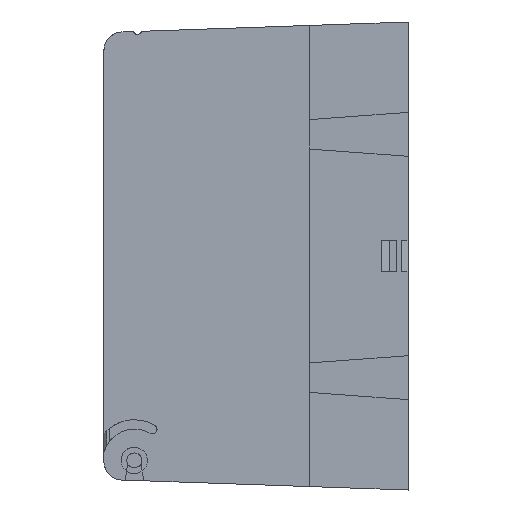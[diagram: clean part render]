
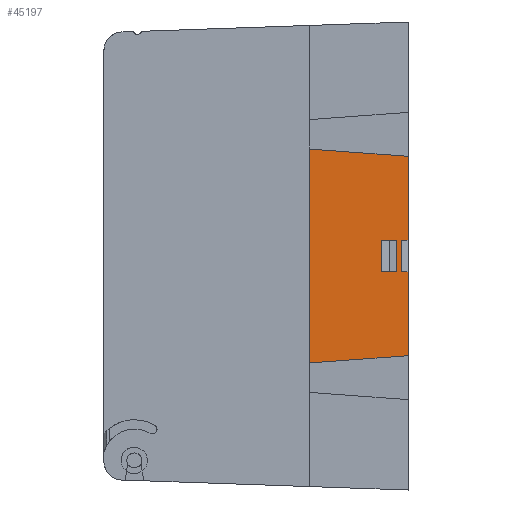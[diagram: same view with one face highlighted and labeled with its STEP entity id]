
A CAD part, left-side view. The second image highlights one B-rep face of the part: STEP entity #45197.
In plain terms, the highlighted planar face has unit normal (1, 0, 0).
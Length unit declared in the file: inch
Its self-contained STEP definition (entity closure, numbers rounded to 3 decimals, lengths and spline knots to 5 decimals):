
#69 = EDGE_LOOP ( 'NONE', ( #30319, #13932, #565, #15267, #23596, #21416, #1330, #17003 ) ) ;
#243 = VECTOR ( 'NONE', #47966, 39.37008 ) ;
#463 = CARTESIAN_POINT ( 'NONE',  ( -4.2875, 0.12, -0.17 ) ) ;
#565 = ORIENTED_EDGE ( 'NONE', *, *, #16905, .F. ) ;
#1330 = ORIENTED_EDGE ( 'NONE', *, *, #22057, .F. ) ;
#1337 = VERTEX_POINT ( 'NONE', #9906 ) ;
#1420 = DIRECTION ( 'NONE',  ( 0., -1., 0. ) ) ;
#1971 = VECTOR ( 'NONE', #45221, 39.37008 ) ;
#1993 = ORIENTED_EDGE ( 'NONE', *, *, #11559, .F. ) ;
#3032 = DIRECTION ( 'NONE',  ( 0., 0., 1. ) ) ;
#3110 = LINE ( 'NONE', #45288, #1971 ) ;
#3197 = LINE ( 'NONE', #35816, #243 ) ;
#3289 = CARTESIAN_POINT ( 'NONE',  ( -4.2875, 0., -0.17 ) ) ;
#5461 = VERTEX_POINT ( 'NONE', #3289 ) ;
#5922 = DIRECTION ( 'NONE',  ( -1., 0., 0. ) ) ;
#6598 = VERTEX_POINT ( 'NONE', #24978 ) ;
#7673 = VERTEX_POINT ( 'NONE', #463 ) ;
#7910 = CARTESIAN_POINT ( 'NONE',  ( -4.2875, 0., -2.25 ) ) ;
#8089 = VERTEX_POINT ( 'NONE', #42552 ) ;
#8677 = LINE ( 'NONE', #39916, #47016 ) ;
#8993 = VERTEX_POINT ( 'NONE', #56551 ) ;
#9906 = CARTESIAN_POINT ( 'NONE',  ( -4.2875, 1.05, 1.14282 ) ) ;
#10036 = LINE ( 'NONE', #18085, #53829 ) ;
#10417 = VERTEX_POINT ( 'NONE', #35862 ) ;
#10473 = CARTESIAN_POINT ( 'NONE',  ( -4.2875, 0.12, -2.21333 ) ) ;
#11102 = DIRECTION ( 'NONE',  ( 0., 0., -1. ) ) ;
#11559 = EDGE_CURVE ( 'NONE', #7673, #8089, #10036, .T. ) ;
#11593 = LINE ( 'NONE', #38605, #57602 ) ;
#11715 = EDGE_CURVE ( 'NONE', #54212, #7673, #54883, .T. ) ;
#12530 = EDGE_CURVE ( 'NONE', #8993, #54212, #8677, .T. ) ;
#13932 = ORIENTED_EDGE ( 'NONE', *, *, #15939, .F. ) ;
#14001 = DIRECTION ( 'NONE',  ( 0., 0., 1. ) ) ;
#14377 = EDGE_CURVE ( 'NONE', #8089, #8993, #39451, .T. ) ;
#14730 = EDGE_LOOP ( 'NONE', ( #1993, #27474, #39668, #51754 ) ) ;
#15267 = ORIENTED_EDGE ( 'NONE', *, *, #57614, .F. ) ;
#15322 = CARTESIAN_POINT ( 'NONE',  ( -4.2875, 1.05, 0.17 ) ) ;
#15386 = EDGE_CURVE ( 'NONE', #5461, #59286, #3110, .T. ) ;
#15933 = VECTOR ( 'NONE', #38236, 39.37008 ) ;
#15939 = EDGE_CURVE ( 'NONE', #6598, #5461, #51967, .T. ) ;
#16905 = EDGE_CURVE ( 'NONE', #20758, #6598, #50509, .T. ) ;
#17003 = ORIENTED_EDGE ( 'NONE', *, *, #22998, .F. ) ;
#17209 = EDGE_CURVE ( 'NONE', #23153, #1337, #11593, .T. ) ;
#18002 = DIRECTION ( 'NONE',  ( 0., 1., 0. ) ) ;
#18085 = CARTESIAN_POINT ( 'NONE',  ( -4.2875, 1.05, -0.17 ) ) ;
#18233 = VECTOR ( 'NONE', #1420, 39.37008 ) ;
#19068 = FACE_BOUND ( 'NONE', #14730, .T. ) ;
#19150 = CARTESIAN_POINT ( 'NONE',  ( -4.2875, 1.05, -1.14282 ) ) ;
#19257 = EDGE_CURVE ( 'NONE', #54090, #23153, #49671, .T. ) ;
#20758 = VERTEX_POINT ( 'NONE', #24103 ) ;
#20909 = DIRECTION ( 'NONE',  ( 0., 0., -1. ) ) ;
#21416 = ORIENTED_EDGE ( 'NONE', *, *, #19257, .F. ) ;
#22057 = EDGE_CURVE ( 'NONE', #10417, #54090, #40881, .T. ) ;
#22998 = EDGE_CURVE ( 'NONE', #59286, #10417, #3197, .T. ) ;
#23128 = CARTESIAN_POINT ( 'NONE',  ( -4.2875, 0., -2.25 ) ) ;
#23153 = VERTEX_POINT ( 'NONE', #46390 ) ;
#23596 = ORIENTED_EDGE ( 'NONE', *, *, #17209, .F. ) ;
#24103 = CARTESIAN_POINT ( 'NONE',  ( -4.2875, 1.05, -1.14282 ) ) ;
#24978 = CARTESIAN_POINT ( 'NONE',  ( -4.2875, 0., -1.065 ) ) ;
#25722 = VECTOR ( 'NONE', #3032, 39.37008 ) ;
#27474 = ORIENTED_EDGE ( 'NONE', *, *, #11715, .F. ) ;
#28119 = CARTESIAN_POINT ( 'NONE',  ( -4.2875, 0.12, 0.17 ) ) ;
#28991 = VECTOR ( 'NONE', #20909, 39.37008 ) ;
#30319 = ORIENTED_EDGE ( 'NONE', *, *, #15386, .F. ) ;
#33092 = FACE_OUTER_BOUND ( 'NONE', #69, .T. ) ;
#34236 = CARTESIAN_POINT ( 'NONE',  ( -4.2875, 1.05, -2.21333 ) ) ;
#35342 = CARTESIAN_POINT ( 'NONE',  ( -4.2875, 0.07, -0.17 ) ) ;
#35816 = CARTESIAN_POINT ( 'NONE',  ( -4.2875, 0.07, -2.21333 ) ) ;
#35862 = CARTESIAN_POINT ( 'NONE',  ( -4.2875, 0.07, 0.17 ) ) ;
#38236 = DIRECTION ( 'NONE',  ( 0., 0., 1. ) ) ;
#38320 = DIRECTION ( 'NONE',  ( 0., 0.997, 0.074 ) ) ;
#38605 = CARTESIAN_POINT ( 'NONE',  ( -4.2875, 0., 1.065 ) ) ;
#38964 = DIRECTION ( 'NONE',  ( 0., 0., 1. ) ) ;
#39214 = CARTESIAN_POINT ( 'NONE',  ( -4.2875, 0.2816, -2.21333 ) ) ;
#39451 = LINE ( 'NONE', #39214, #15933 ) ;
#39668 = ORIENTED_EDGE ( 'NONE', *, *, #12530, .F. ) ;
#39916 = CARTESIAN_POINT ( 'NONE',  ( -4.2875, 1.05, 0.17 ) ) ;
#40589 = DIRECTION ( 'NONE',  ( 0., -1., 0. ) ) ;
#40881 = LINE ( 'NONE', #15322, #18233 ) ;
#41457 = VECTOR ( 'NONE', #47856, 39.37008 ) ;
#42552 = CARTESIAN_POINT ( 'NONE',  ( -4.2875, 0.2816, -0.17 ) ) ;
#43461 = PLANE ( 'NONE',  #43520 ) ;
#43520 = AXIS2_PLACEMENT_3D ( 'NONE', #34236, #5922, #38964 ) ;
#44399 = CARTESIAN_POINT ( 'NONE',  ( -4.2875, 1.05, -4.87979 ) ) ;
#45197 = ADVANCED_FACE ( 'NONE', ( #19068, #33092 ), #43461, .F. ) ;
#45221 = DIRECTION ( 'NONE',  ( 0., 1., 0. ) ) ;
#45288 = CARTESIAN_POINT ( 'NONE',  ( -4.2875, 1.05, -0.17 ) ) ;
#46390 = CARTESIAN_POINT ( 'NONE',  ( -4.2875, 0., 1.065 ) ) ;
#47016 = VECTOR ( 'NONE', #40589, 39.37008 ) ;
#47856 = DIRECTION ( 'NONE',  ( 0., -0.997, 0.074 ) ) ;
#47966 = DIRECTION ( 'NONE',  ( 0., 0., 1. ) ) ;
#49671 = LINE ( 'NONE', #23128, #51129 ) ;
#50509 = LINE ( 'NONE', #19150, #41457 ) ;
#51129 = VECTOR ( 'NONE', #14001, 39.37008 ) ;
#51754 = ORIENTED_EDGE ( 'NONE', *, *, #14377, .F. ) ;
#51967 = LINE ( 'NONE', #7910, #25722 ) ;
#53829 = VECTOR ( 'NONE', #18002, 39.37008 ) ;
#53971 = LINE ( 'NONE', #44399, #28991 ) ;
#54090 = VERTEX_POINT ( 'NONE', #55860 ) ;
#54212 = VERTEX_POINT ( 'NONE', #28119 ) ;
#54359 = VECTOR ( 'NONE', #11102, 39.37008 ) ;
#54883 = LINE ( 'NONE', #10473, #54359 ) ;
#55860 = CARTESIAN_POINT ( 'NONE',  ( -4.2875, 0., 0.17 ) ) ;
#56551 = CARTESIAN_POINT ( 'NONE',  ( -4.2875, 0.2816, 0.17 ) ) ;
#57602 = VECTOR ( 'NONE', #38320, 39.37008 ) ;
#57614 = EDGE_CURVE ( 'NONE', #1337, #20758, #53971, .T. ) ;
#59286 = VERTEX_POINT ( 'NONE', #35342 ) ;
